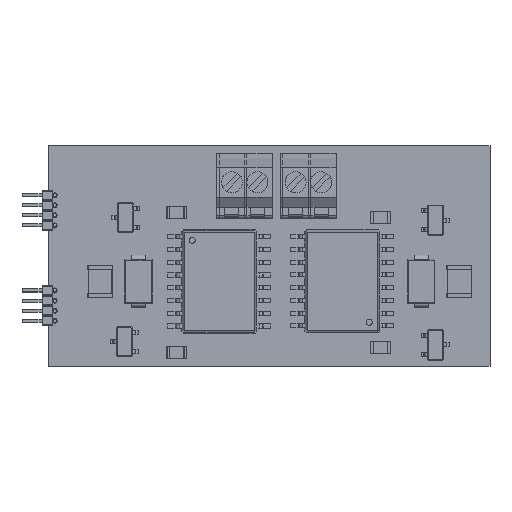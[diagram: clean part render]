
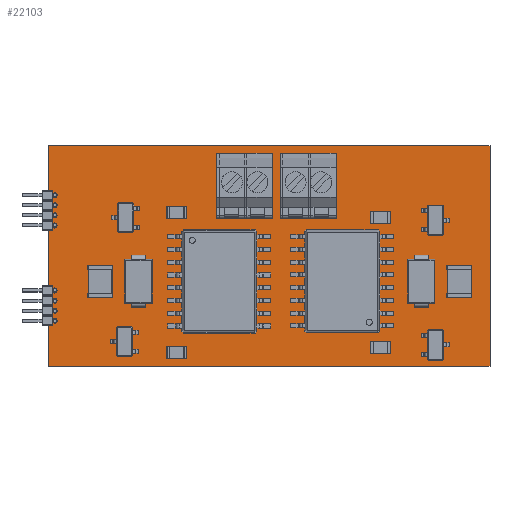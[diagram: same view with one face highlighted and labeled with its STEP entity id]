
A CAD part, top view. The second image highlights one B-rep face of the part: STEP entity #22103.
In plain terms, the highlighted planar face has unit normal (0, 0, 1).
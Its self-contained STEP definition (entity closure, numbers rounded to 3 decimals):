
#21859 = VERTEX_POINT('',#21860);
#21860 = CARTESIAN_POINT('',(170.808,-81.61,1.6));
#21866 = EDGE_CURVE('',#21859,#21867,#21869,.T.);
#21867 = VERTEX_POINT('',#21868);
#21868 = CARTESIAN_POINT('',(126.808,-81.61,1.6));
#21869 = LINE('',#21870,#21871);
#21870 = CARTESIAN_POINT('',(170.808,-81.61,1.6));
#21871 = VECTOR('',#21872,1.);
#21872 = DIRECTION('',(-1.,0.,0.));
#21899 = VERTEX_POINT('',#21900);
#21900 = CARTESIAN_POINT('',(170.808,-59.61,1.6));
#21906 = EDGE_CURVE('',#21899,#21859,#21907,.T.);
#21907 = LINE('',#21908,#21909);
#21908 = CARTESIAN_POINT('',(170.808,-59.61,1.6));
#21909 = VECTOR('',#21910,1.);
#21910 = DIRECTION('',(0.,-1.,0.));
#21928 = EDGE_CURVE('',#21867,#21929,#21931,.T.);
#21929 = VERTEX_POINT('',#21930);
#21930 = CARTESIAN_POINT('',(126.808,-59.61,1.6));
#21931 = LINE('',#21932,#21933);
#21932 = CARTESIAN_POINT('',(126.808,-81.61,1.6));
#21933 = VECTOR('',#21934,1.);
#21934 = DIRECTION('',(0.,1.,0.));
#22103 = ADVANCED_FACE('',(#22104,#22115,#22126,#22137,#22148,#22159,
    #22170,#22181,#22192,#22203,#22214,#22225,#22236),#22247,.T.);
#22104 = FACE_BOUND('',#22105,.T.);
#22105 = EDGE_LOOP('',(#22106,#22107,#22108,#22114));
#22106 = ORIENTED_EDGE('',*,*,#21866,.F.);
#22107 = ORIENTED_EDGE('',*,*,#21906,.F.);
#22108 = ORIENTED_EDGE('',*,*,#22109,.F.);
#22109 = EDGE_CURVE('',#21929,#21899,#22110,.T.);
#22110 = LINE('',#22111,#22112);
#22111 = CARTESIAN_POINT('',(126.808,-59.61,1.6));
#22112 = VECTOR('',#22113,1.);
#22113 = DIRECTION('',(1.,0.,0.));
#22114 = ORIENTED_EDGE('',*,*,#21928,.F.);
#22115 = FACE_BOUND('',#22116,.T.);
#22116 = EDGE_LOOP('',(#22117));
#22117 = ORIENTED_EDGE('',*,*,#22118,.T.);
#22118 = EDGE_CURVE('',#22119,#22119,#22121,.T.);
#22119 = VERTEX_POINT('',#22120);
#22120 = CARTESIAN_POINT('',(127.407,-77.301,1.6));
#22121 = CIRCLE('',#22122,0.25);
#22122 = AXIS2_PLACEMENT_3D('',#22123,#22124,#22125);
#22123 = CARTESIAN_POINT('',(127.407,-77.051,1.6));
#22124 = DIRECTION('',(-0.,0.,-1.));
#22125 = DIRECTION('',(-0.,-1.,0.));
#22126 = FACE_BOUND('',#22127,.T.);
#22127 = EDGE_LOOP('',(#22128));
#22128 = ORIENTED_EDGE('',*,*,#22129,.T.);
#22129 = EDGE_CURVE('',#22130,#22130,#22132,.T.);
#22130 = VERTEX_POINT('',#22131);
#22131 = CARTESIAN_POINT('',(127.407,-76.301,1.6));
#22132 = CIRCLE('',#22133,0.25);
#22133 = AXIS2_PLACEMENT_3D('',#22134,#22135,#22136);
#22134 = CARTESIAN_POINT('',(127.407,-76.051,1.6));
#22135 = DIRECTION('',(-0.,0.,-1.));
#22136 = DIRECTION('',(-0.,-1.,0.));
#22137 = FACE_BOUND('',#22138,.T.);
#22138 = EDGE_LOOP('',(#22139));
#22139 = ORIENTED_EDGE('',*,*,#22140,.T.);
#22140 = EDGE_CURVE('',#22141,#22141,#22143,.T.);
#22141 = VERTEX_POINT('',#22142);
#22142 = CARTESIAN_POINT('',(127.407,-75.301,1.6));
#22143 = CIRCLE('',#22144,0.25);
#22144 = AXIS2_PLACEMENT_3D('',#22145,#22146,#22147);
#22145 = CARTESIAN_POINT('',(127.407,-75.051,1.6));
#22146 = DIRECTION('',(-0.,0.,-1.));
#22147 = DIRECTION('',(-0.,-1.,0.));
#22148 = FACE_BOUND('',#22149,.T.);
#22149 = EDGE_LOOP('',(#22150));
#22150 = ORIENTED_EDGE('',*,*,#22151,.T.);
#22151 = EDGE_CURVE('',#22152,#22152,#22154,.T.);
#22152 = VERTEX_POINT('',#22153);
#22153 = CARTESIAN_POINT('',(127.407,-74.301,1.6));
#22154 = CIRCLE('',#22155,0.25);
#22155 = AXIS2_PLACEMENT_3D('',#22156,#22157,#22158);
#22156 = CARTESIAN_POINT('',(127.407,-74.051,1.6));
#22157 = DIRECTION('',(-0.,0.,-1.));
#22158 = DIRECTION('',(-0.,-1.,0.));
#22159 = FACE_BOUND('',#22160,.T.);
#22160 = EDGE_LOOP('',(#22161));
#22161 = ORIENTED_EDGE('',*,*,#22162,.T.);
#22162 = EDGE_CURVE('',#22163,#22163,#22165,.T.);
#22163 = VERTEX_POINT('',#22164);
#22164 = CARTESIAN_POINT('',(127.407,-67.821,1.6));
#22165 = CIRCLE('',#22166,0.25);
#22166 = AXIS2_PLACEMENT_3D('',#22167,#22168,#22169);
#22167 = CARTESIAN_POINT('',(127.407,-67.571,1.6));
#22168 = DIRECTION('',(-0.,0.,-1.));
#22169 = DIRECTION('',(-0.,-1.,0.));
#22170 = FACE_BOUND('',#22171,.T.);
#22171 = EDGE_LOOP('',(#22172));
#22172 = ORIENTED_EDGE('',*,*,#22173,.T.);
#22173 = EDGE_CURVE('',#22174,#22174,#22176,.T.);
#22174 = VERTEX_POINT('',#22175);
#22175 = CARTESIAN_POINT('',(127.407,-66.821,1.6));
#22176 = CIRCLE('',#22177,0.25);
#22177 = AXIS2_PLACEMENT_3D('',#22178,#22179,#22180);
#22178 = CARTESIAN_POINT('',(127.407,-66.571,1.6));
#22179 = DIRECTION('',(-0.,0.,-1.));
#22180 = DIRECTION('',(-0.,-1.,0.));
#22181 = FACE_BOUND('',#22182,.T.);
#22182 = EDGE_LOOP('',(#22183));
#22183 = ORIENTED_EDGE('',*,*,#22184,.T.);
#22184 = EDGE_CURVE('',#22185,#22185,#22187,.T.);
#22185 = VERTEX_POINT('',#22186);
#22186 = CARTESIAN_POINT('',(127.407,-65.821,1.6));
#22187 = CIRCLE('',#22188,0.25);
#22188 = AXIS2_PLACEMENT_3D('',#22189,#22190,#22191);
#22189 = CARTESIAN_POINT('',(127.407,-65.571,1.6));
#22190 = DIRECTION('',(-0.,0.,-1.));
#22191 = DIRECTION('',(-0.,-1.,0.));
#22192 = FACE_BOUND('',#22193,.T.);
#22193 = EDGE_LOOP('',(#22194));
#22194 = ORIENTED_EDGE('',*,*,#22195,.T.);
#22195 = EDGE_CURVE('',#22196,#22196,#22198,.T.);
#22196 = VERTEX_POINT('',#22197);
#22197 = CARTESIAN_POINT('',(127.407,-64.821,1.6));
#22198 = CIRCLE('',#22199,0.25);
#22199 = AXIS2_PLACEMENT_3D('',#22200,#22201,#22202);
#22200 = CARTESIAN_POINT('',(127.407,-64.571,1.6));
#22201 = DIRECTION('',(-0.,0.,-1.));
#22202 = DIRECTION('',(-0.,-1.,0.));
#22203 = FACE_BOUND('',#22204,.T.);
#22204 = EDGE_LOOP('',(#22205));
#22205 = ORIENTED_EDGE('',*,*,#22206,.T.);
#22206 = EDGE_CURVE('',#22207,#22207,#22209,.T.);
#22207 = VERTEX_POINT('',#22208);
#22208 = CARTESIAN_POINT('',(145.082,-64.221,1.6));
#22209 = CIRCLE('',#22210,0.6);
#22210 = AXIS2_PLACEMENT_3D('',#22211,#22212,#22213);
#22211 = CARTESIAN_POINT('',(145.082,-63.621,1.6));
#22212 = DIRECTION('',(-0.,0.,-1.));
#22213 = DIRECTION('',(0.,-1.,0.));
#22214 = FACE_BOUND('',#22215,.T.);
#22215 = EDGE_LOOP('',(#22216));
#22216 = ORIENTED_EDGE('',*,*,#22217,.T.);
#22217 = EDGE_CURVE('',#22218,#22218,#22220,.T.);
#22218 = VERTEX_POINT('',#22219);
#22219 = CARTESIAN_POINT('',(147.622,-64.221,1.6));
#22220 = CIRCLE('',#22221,0.6);
#22221 = AXIS2_PLACEMENT_3D('',#22222,#22223,#22224);
#22222 = CARTESIAN_POINT('',(147.622,-63.621,1.6));
#22223 = DIRECTION('',(-0.,0.,-1.));
#22224 = DIRECTION('',(-0.,-1.,0.));
#22225 = FACE_BOUND('',#22226,.T.);
#22226 = EDGE_LOOP('',(#22227));
#22227 = ORIENTED_EDGE('',*,*,#22228,.T.);
#22228 = EDGE_CURVE('',#22229,#22229,#22231,.T.);
#22229 = VERTEX_POINT('',#22230);
#22230 = CARTESIAN_POINT('',(151.432,-64.221,1.6));
#22231 = CIRCLE('',#22232,0.6);
#22232 = AXIS2_PLACEMENT_3D('',#22233,#22234,#22235);
#22233 = CARTESIAN_POINT('',(151.432,-63.621,1.6));
#22234 = DIRECTION('',(-0.,0.,-1.));
#22235 = DIRECTION('',(0.,-1.,-0.));
#22236 = FACE_BOUND('',#22237,.T.);
#22237 = EDGE_LOOP('',(#22238));
#22238 = ORIENTED_EDGE('',*,*,#22239,.T.);
#22239 = EDGE_CURVE('',#22240,#22240,#22242,.T.);
#22240 = VERTEX_POINT('',#22241);
#22241 = CARTESIAN_POINT('',(153.972,-64.221,1.6));
#22242 = CIRCLE('',#22243,0.6);
#22243 = AXIS2_PLACEMENT_3D('',#22244,#22245,#22246);
#22244 = CARTESIAN_POINT('',(153.972,-63.621,1.6));
#22245 = DIRECTION('',(-0.,0.,-1.));
#22246 = DIRECTION('',(-0.,-1.,0.));
#22247 = PLANE('',#22248);
#22248 = AXIS2_PLACEMENT_3D('',#22249,#22250,#22251);
#22249 = CARTESIAN_POINT('',(0.,0.,1.6));
#22250 = DIRECTION('',(0.,0.,1.));
#22251 = DIRECTION('',(1.,0.,-0.));
